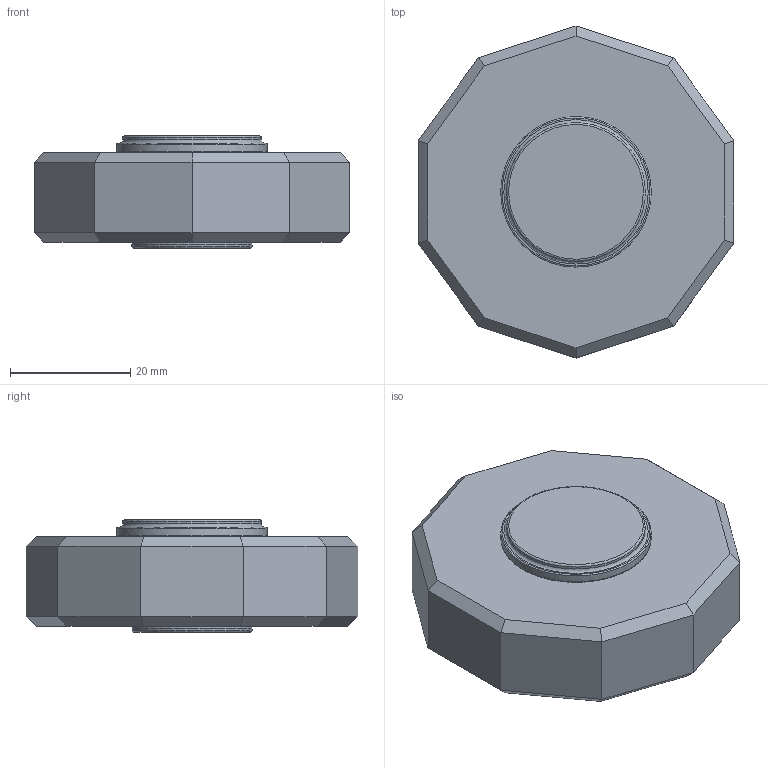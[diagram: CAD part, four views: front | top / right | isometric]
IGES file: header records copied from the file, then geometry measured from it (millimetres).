
Global section: file name: V621-TD; native system: Autodesk Inventor 2014; preprocessor: unknown; author: adaniels; date: 20131121.102436; units: millimetre
Bounding box: 52.5 x 55.2 x 18.7 mm (x, y, z)
Volume: 32442.7 mm3; surface area: 12166.9 mm2
Topology: 7 solids, 7 shells, 103 faces, 263 edges, 182 vertices
Faces by surface type: bspline 103
